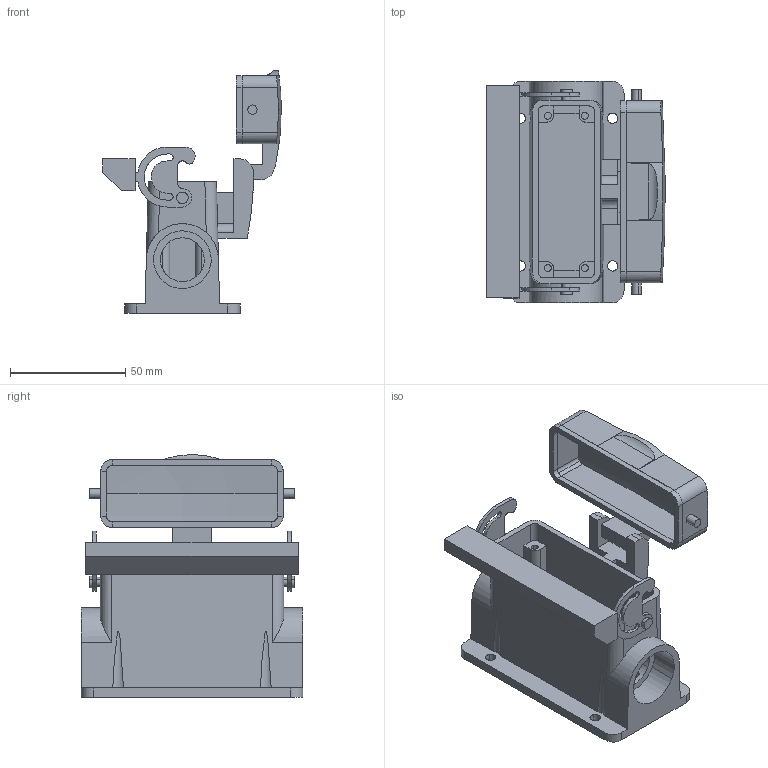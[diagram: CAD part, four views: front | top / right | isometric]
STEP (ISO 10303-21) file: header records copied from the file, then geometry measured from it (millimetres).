
FILE_DESCRIPTION(('CATIA V5 STEP Exchange','CAx-IF Rec.Pracs.--- Model Styling and Organization---1.4--- 2014-01-23'),'2;1');
FILE_NAME ('040397-2_1', '2019-07-25T14:44:04+00:00', ('none'), ('Weidmueller'), 'CATIA Version 5-6 Release 2016 SP3 HF44', 'CATIA V5 STEP AP214', 'none');
FILE_SCHEMA(('AUTOMOTIVE_DESIGN { 1 0 10303 214 1 1 1 1 }'));
Length unit declared in the file: millimetre
Products named in the file (1): 1902290000
Bounding box: 77.35 x 96 x 105.06 mm (x, y, z)
Volume: 109570.9 mm3; surface area: 57718.9 mm2
Topology: 2 solids, 2 shells, 249 faces, 675 edges, 446 vertices
Faces by surface type: plane 129, cylinder 113, revolution 4, torus 3
Entity records: 8569 total; most frequent: CARTESIAN_POINT 2641, ORIENTED_EDGE 1350, DIRECTION 942, EDGE_CURVE 675, VERTEX_POINT 446, VECTOR 407, LINE 407, AXIS2_PLACEMENT_3D 352
